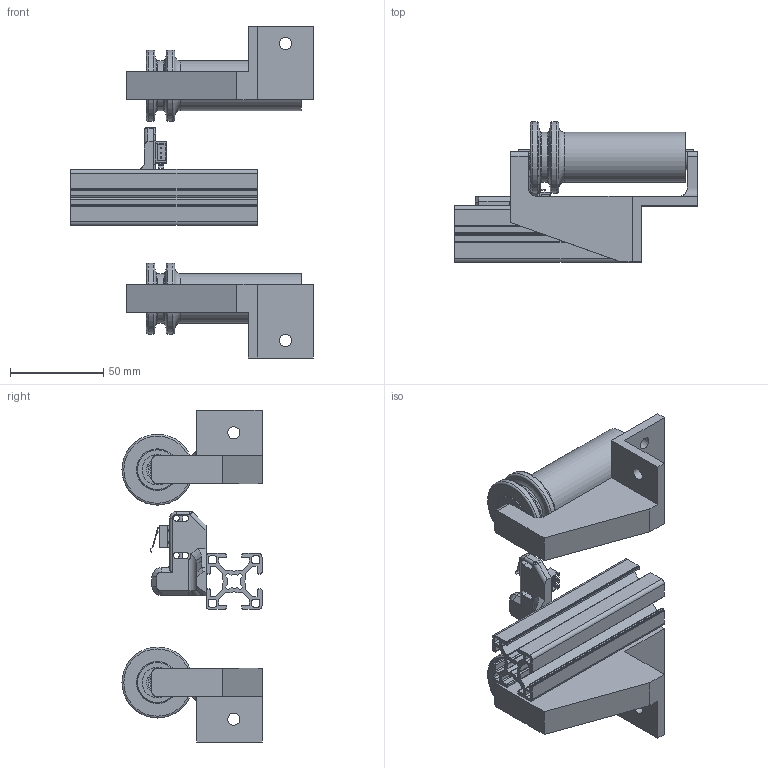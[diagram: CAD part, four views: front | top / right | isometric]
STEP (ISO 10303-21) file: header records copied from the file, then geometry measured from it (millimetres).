
FILE_DESCRIPTION(/* description */ (''),/* implementation_level */ '2;1');
FILE_NAME(/* name */ 'Internal Spool v16.step',/* time_stamp */ '2021-10-26T10:19:45+02:00',/* author */ (''),/* organization */ (''),/* preprocessor_version */ 'ST-DEVELOPER v18.1',/* originating_system */ 'Autodesk Translation Framework v10.10.0.1391',/* authorisation */ '');
FILE_SCHEMA (('AUTOMOTIVE_DESIGN { 1 0 10303 214 3 1 1 }'));
Length unit declared in the file: millimetre
Products named in the file (8): Internal Spool; Ernies 2020 Halter v12; Komponente2; 608 Laufring v20; 608BB; 3030TypB_N8 v1; Filamentroll sensor mount v4; Lerdge microswitch v1
Assembly tree (7 placements, depth 3):
  Internal Spool
    Ernies 2020 Halter v12
      Komponente2
    608 Laufring v20
      608BB
    3030TypB_N8 v1
    Filamentroll sensor mount v4
      Lerdge microswitch v1
Bounding box: 130.05 x 75.03 x 177.82 mm (x, y, z)
Volume: 195870.1 mm3; surface area: 108643 mm2
Topology: 13 solids, 13 shells, 655 faces, 1686 edges, 1097 vertices
Faces by surface type: plane 378, cylinder 211, torus 27, cone 27, bspline 12
Full cylindrical faces by diameter (mm): 1.5 x2, 3.2 x2, 6.3 x2, 6.4 x2, 6.5 x4, 8 x6, 9.81 x4, 11.746 x8, 13.681 x8, 16.319 x16, 22 x4, 22.38 x2, 22.393 x2, 26.627 x4, 38 x2
Entity records: 20739 total; most frequent: CARTESIAN_POINT 3791, DIRECTION 3533, ORIENTED_EDGE 3370, EDGE_CURVE 1685, AXIS2_PLACEMENT_3D 1205, LINE 1123, VECTOR 1123, VERTEX_POINT 1097
